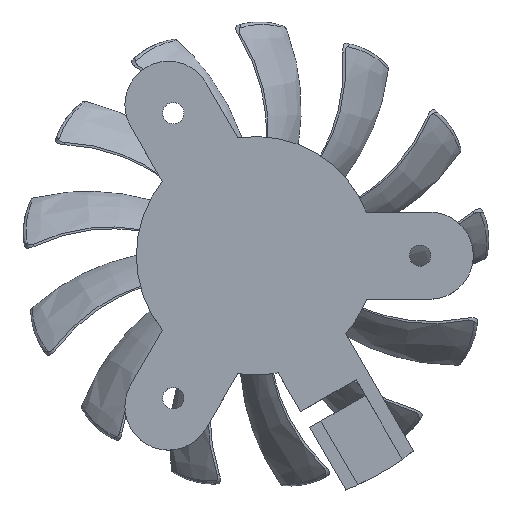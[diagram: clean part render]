
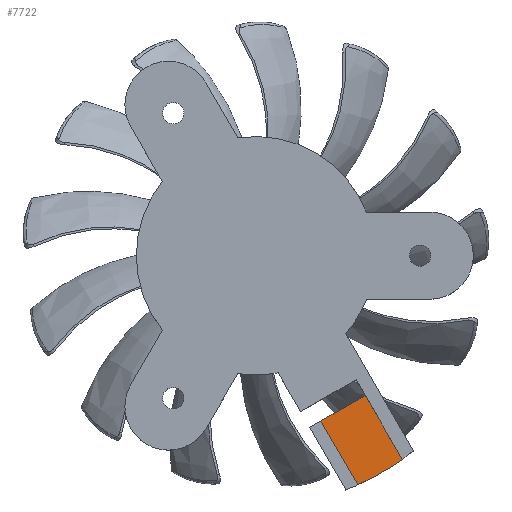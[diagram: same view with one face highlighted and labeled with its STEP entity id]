
A CAD part, top view. The second image highlights one B-rep face of the part: STEP entity #7722.
In plain terms, the highlighted planar face has unit normal (0, 0, 1).
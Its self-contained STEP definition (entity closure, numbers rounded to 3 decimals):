
#193 = DIRECTION ( 'NONE',  ( 1., 0., 0. ) ) ;
#243 = CARTESIAN_POINT ( 'NONE',  ( 79., -28., -1.257 ) ) ;
#286 = CARTESIAN_POINT ( 'NONE',  ( 89.272, -41.062, -1.257 ) ) ;
#374 = VERTEX_POINT ( 'NONE', #2877 ) ;
#450 = VERTEX_POINT ( 'NONE', #8476 ) ;
#729 = VECTOR ( 'NONE', #4907, 1000. ) ;
#1254 = EDGE_LOOP ( 'NONE', ( #2215, #6669, #5913, #6134 ) ) ;
#1307 = LINE ( 'NONE', #3959, #729 ) ;
#2163 = PLANE ( 'NONE',  #11618 ) ;
#2215 = ORIENTED_EDGE ( 'NONE', *, *, #2430, .F. ) ;
#2372 = CARTESIAN_POINT ( 'NONE',  ( 88.563, -49.442, -1.257 ) ) ;
#2430 = EDGE_CURVE ( 'NONE', #450, #10242, #4330, .T. ) ;
#2877 = CARTESIAN_POINT ( 'NONE',  ( 92.727, -47.047, -1.257 ) ) ;
#3093 = FACE_OUTER_BOUND ( 'NONE', #1254, .T. ) ;
#3110 = DIRECTION ( 'NONE',  ( 0., 0., -1. ) ) ;
#3741 = DIRECTION ( 'NONE',  ( 0.866, 0.5, 0. ) ) ;
#3959 = CARTESIAN_POINT ( 'NONE',  ( 88.417, -39.581, -1.257 ) ) ;
#4330 = LINE ( 'NONE', #10260, #9579 ) ;
#4552 = VECTOR ( 'NONE', #7395, 1000. ) ;
#4907 = DIRECTION ( 'NONE',  ( 0.5, -0.866, 0. ) ) ;
#5793 = DIRECTION ( 'NONE',  ( 0., 0., -1. ) ) ;
#5913 = ORIENTED_EDGE ( 'NONE', *, *, #6589, .F. ) ;
#6134 = ORIENTED_EDGE ( 'NONE', *, *, #10093, .F. ) ;
#6457 = CARTESIAN_POINT ( 'NONE',  ( 88.563, -49.442, -1.257 ) ) ;
#6589 = EDGE_CURVE ( 'NONE', #374, #7168, #7178, .T. ) ;
#6669 = ORIENTED_EDGE ( 'NONE', *, *, #7506, .F. ) ;
#7168 = VERTEX_POINT ( 'NONE', #2372 ) ;
#7178 = CIRCLE ( 'NONE', #11035, 23.478 ) ;
#7395 = DIRECTION ( 'NONE',  ( -0.5, 0.866, 0. ) ) ;
#7506 = EDGE_CURVE ( 'NONE', #7168, #450, #11681, .T. ) ;
#7722 = ADVANCED_FACE ( 'NONE', ( #3093 ), #2163, .F. ) ;
#8476 = CARTESIAN_POINT ( 'NONE',  ( 85.111, -43.464, -1.257 ) ) ;
#9579 = VECTOR ( 'NONE', #3741, 1000. ) ;
#9623 = DIRECTION ( 'NONE',  ( -1., 0., 0. ) ) ;
#10093 = EDGE_CURVE ( 'NONE', #10242, #374, #1307, .T. ) ;
#10242 = VERTEX_POINT ( 'NONE', #286 ) ;
#10260 = CARTESIAN_POINT ( 'NONE',  ( 88.64, -41.427, -1.257 ) ) ;
#11035 = AXIS2_PLACEMENT_3D ( 'NONE', #11364, #5793, #193 ) ;
#11364 = CARTESIAN_POINT ( 'NONE',  ( 79., -28., -1.257 ) ) ;
#11618 = AXIS2_PLACEMENT_3D ( 'NONE', #243, #3110, #9623 ) ;
#11681 = LINE ( 'NONE', #6457, #4552 ) ;
